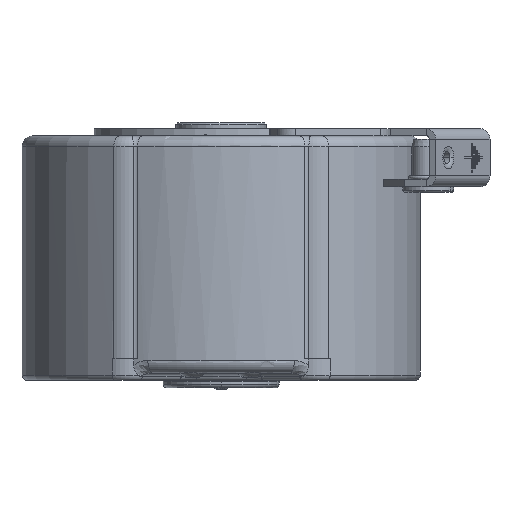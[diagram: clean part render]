
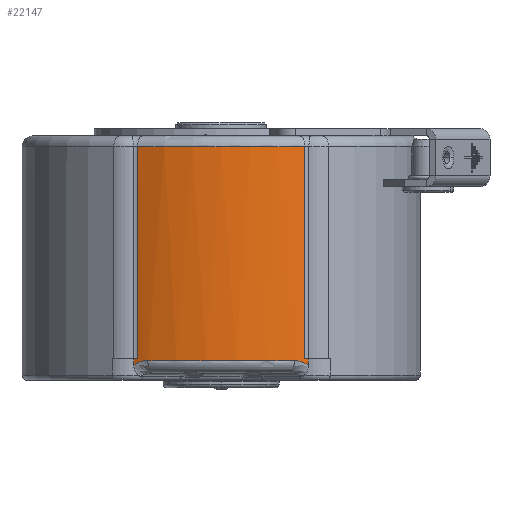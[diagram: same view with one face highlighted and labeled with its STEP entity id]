
A CAD part, front view. The second image highlights one B-rep face of the part: STEP entity #22147.
In plain terms, the highlighted cylindrical face has radius 53 mm (diameter 106 mm), a partial arc.
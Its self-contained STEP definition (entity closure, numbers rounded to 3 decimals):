
#1679=CARTESIAN_POINT('',(0.,0.,1.));
#1680=DIRECTION('',(0.,0.,1.));
#1681=DIRECTION('',(-0.455,-0.891,0.));
#1682=AXIS2_PLACEMENT_3D('',#1679,#1680,#1681);
#1699=DIRECTION('',(0.,0.,-1.));
#1700=VECTOR('',#1699,1.909);
#1701=CARTESIAN_POINT('',(24.096,-47.206,1.));
#1702=LINE('',#1701,#1700);
#1703=CARTESIAN_POINT('',(24.096,-47.206,
-0.909));
#1704=CARTESIAN_POINT('',(24.03,-47.239,
-0.847));
#1705=CARTESIAN_POINT('',(23.893,-47.309,
-0.727));
#1706=CARTESIAN_POINT('',(23.67,-47.421,
-0.553));
#1707=CARTESIAN_POINT('',(23.43,-47.54,
-0.389));
#1708=CARTESIAN_POINT('',(23.175,-47.665,
-0.234));
#1709=CARTESIAN_POINT('',(22.903,-47.797,
-0.091));
#1710=CARTESIAN_POINT('',(22.614,-47.934,
0.04));
#1711=CARTESIAN_POINT('',(22.31,-48.076,
0.157));
#1712=CARTESIAN_POINT('',(21.99,-48.223,
0.259));
#1713=CARTESIAN_POINT('',(21.656,-48.374,
0.344));
#1714=CARTESIAN_POINT('',(21.309,-48.528,
0.413));
#1715=CARTESIAN_POINT('',(20.949,-48.685,
0.463));
#1716=CARTESIAN_POINT('',(20.579,-48.842,
0.493));
#1717=CARTESIAN_POINT('',(20.327,-48.947,
0.5));
#1718=CARTESIAN_POINT('',(20.2,-49.,
0.5));
#1720=CARTESIAN_POINT('',(0.,0.,0.5));
#1721=DIRECTION('',(0.,0.,-1.));
#1722=DIRECTION('',(0.381,-0.925,0.));
#1723=AXIS2_PLACEMENT_3D('',#1720,#1721,#1722);
#1725=CARTESIAN_POINT('',(-20.2,-49.,
0.5));
#1726=CARTESIAN_POINT('',(-20.328,-48.947,
0.5));
#1727=CARTESIAN_POINT('',(-20.579,-48.842,
0.493));
#1728=CARTESIAN_POINT('',(-20.95,-48.684,
0.463));
#1729=CARTESIAN_POINT('',(-21.309,-48.528,
0.413));
#1730=CARTESIAN_POINT('',(-21.657,-48.374,
0.344));
#1731=CARTESIAN_POINT('',(-21.991,-48.223,
0.258));
#1732=CARTESIAN_POINT('',(-22.31,-48.076,
0.156));
#1733=CARTESIAN_POINT('',(-22.614,-47.934,
0.04));
#1734=CARTESIAN_POINT('',(-22.902,-47.797,
-0.091));
#1735=CARTESIAN_POINT('',(-23.174,-47.665,
-0.234));
#1736=CARTESIAN_POINT('',(-23.43,-47.54,
-0.388));
#1737=CARTESIAN_POINT('',(-23.67,-47.421,
-0.553));
#1738=CARTESIAN_POINT('',(-23.893,-47.309,
-0.727));
#1739=CARTESIAN_POINT('',(-24.03,-47.239,
-0.848));
#1740=CARTESIAN_POINT('',(-24.096,-47.206,
-0.909));
#1742=DIRECTION('',(0.,0.,1.));
#1743=VECTOR('',#1742,1.909);
#1744=CARTESIAN_POINT('',(-24.096,-47.206,
-0.909));
#1745=LINE('',#1744,#1743);
#1746=CARTESIAN_POINT('',(0.,0.,59.5));
#1747=DIRECTION('',(0.,0.,-1.));
#1748=DIRECTION('',(0.435,-0.9,0.));
#1749=AXIS2_PLACEMENT_3D('',#1746,#1747,#1748);
#1756=DIRECTION('',(0.,0.,1.));
#1757=VECTOR('',#1756,58.5);
#1758=CARTESIAN_POINT('',(23.08,-47.711,1.));
#1759=LINE('',#1758,#1757);
#1769=CARTESIAN_POINT('',(0.,0.,1.));
#1770=DIRECTION('',(0.,0.,1.));
#1771=DIRECTION('',(0.435,-0.9,0.));
#1772=AXIS2_PLACEMENT_3D('',#1769,#1770,#1771);
#2673=DIRECTION('',(0.,0.,-1.));
#2674=VECTOR('',#2673,58.5);
#2675=CARTESIAN_POINT('',(-23.08,-47.711,59.5));
#2676=LINE('',#2675,#2674);
#17440=CARTESIAN_POINT('',(23.08,-47.711,59.5));
#17441=CARTESIAN_POINT('',(-23.08,-47.711,59.5));
#17442=VERTEX_POINT('',#17440);
#17443=VERTEX_POINT('',#17441);
#18532=VERTEX_POINT('',#1725);
#18533=VERTEX_POINT('',#1740);
#18535=CARTESIAN_POINT('',(20.2,-49.,0.5));
#18536=VERTEX_POINT('',#18535);
#18540=VERTEX_POINT('',#1703);
#18798=CARTESIAN_POINT('',(-24.096,-47.206,1.));
#18799=CARTESIAN_POINT('',(-23.08,-47.711,1.));
#18800=VERTEX_POINT('',#18798);
#18801=VERTEX_POINT('',#18799);
#18802=CARTESIAN_POINT('',(23.08,-47.711,1.));
#18803=CARTESIAN_POINT('',(24.096,-47.206,1.));
#18804=VERTEX_POINT('',#18802);
#18805=VERTEX_POINT('',#18803);
#22124=CARTESIAN_POINT('',(0.,0.,1.));
#22125=DIRECTION('',(0.,0.,1.));
#22126=DIRECTION('',(1.,0.,0.));
#22127=AXIS2_PLACEMENT_3D('',#22124,#22125,#22126);
#22128=CYLINDRICAL_SURFACE('',#22127,53.);
#22130=ORIENTED_EDGE('',*,*,#22129,.F.);
#22132=ORIENTED_EDGE('',*,*,#22131,.T.);
#22134=ORIENTED_EDGE('',*,*,#22133,.T.);
#22136=ORIENTED_EDGE('',*,*,#22135,.T.);
#22138=ORIENTED_EDGE('',*,*,#22137,.T.);
#22139=ORIENTED_EDGE('',*,*,#22054,.T.);
#22140=ORIENTED_EDGE('',*,*,#22098,.T.);
#22141=ORIENTED_EDGE('',*,*,#22112,.T.);
#22143=ORIENTED_EDGE('',*,*,#22142,.F.);
#22144=ORIENTED_EDGE('',*,*,#21654,.F.);
#22145=EDGE_LOOP('',(#22130,#22132,#22134,#22136,#22138,#22139,#22140,#22141,
#22143,#22144));
#22146=FACE_OUTER_BOUND('',#22145,.F.);
#1683=CIRCLE('',#1682,53.);
#1719=B_SPLINE_CURVE_WITH_KNOTS('',3,(#1703,#1704,#1705,#1706,#1707,#1708,#1709,
#1710,#1711,#1712,#1713,#1714,#1715,#1716,#1717,#1718),.UNSPECIFIED.,.F.,.F.,(4,
1,1,1,1,1,1,1,1,1,1,1,1,4),(0.,0.077,0.154,
0.231,0.308,0.385,0.462,
0.538,0.615,0.692,0.769,
0.846,0.923,1.),.UNSPECIFIED.);
#1724=CIRCLE('',#1723,53.);
#1741=B_SPLINE_CURVE_WITH_KNOTS('',3,(#1725,#1726,#1727,#1728,#1729,#1730,#1731,
#1732,#1733,#1734,#1735,#1736,#1737,#1738,#1739,#1740),.UNSPECIFIED.,.F.,.F.,(4,
1,1,1,1,1,1,1,1,1,1,1,1,4),(0.,0.077,0.154,
0.231,0.308,0.385,0.462,
0.538,0.615,0.692,0.769,
0.846,0.923,1.),.UNSPECIFIED.);
#1750=CIRCLE('',#1749,53.);
#1773=CIRCLE('',#1772,53.);
#21654=EDGE_CURVE('',#17442,#17443,#1750,.T.);
#22054=EDGE_CURVE('',#18532,#18533,#1741,.T.);
#22098=EDGE_CURVE('',#18533,#18800,#1745,.T.);
#22112=EDGE_CURVE('',#18800,#18801,#1683,.T.);
#22129=EDGE_CURVE('',#18804,#17442,#1759,.T.);
#22131=EDGE_CURVE('',#18804,#18805,#1773,.T.);
#22133=EDGE_CURVE('',#18805,#18540,#1702,.T.);
#22135=EDGE_CURVE('',#18540,#18536,#1719,.T.);
#22137=EDGE_CURVE('',#18536,#18532,#1724,.T.);
#22142=EDGE_CURVE('',#17443,#18801,#2676,.T.);
#22147=ADVANCED_FACE('',(#22146),#22128,.T.);
